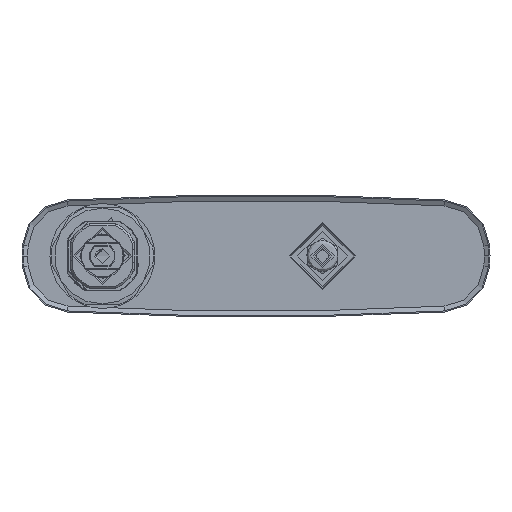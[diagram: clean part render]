
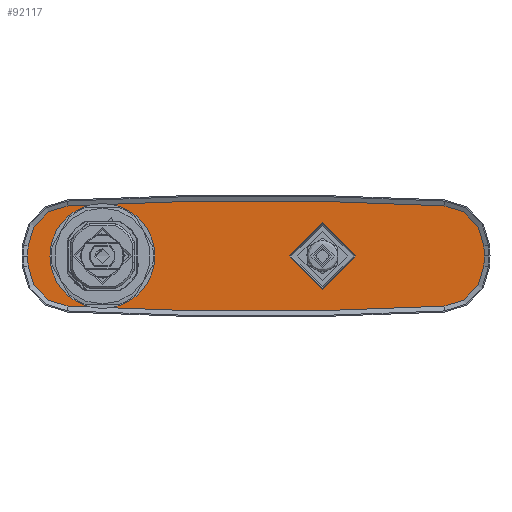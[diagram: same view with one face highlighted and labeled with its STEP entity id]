
A CAD part, front view. The second image highlights one B-rep face of the part: STEP entity #92117.
In plain terms, the highlighted face is planar.
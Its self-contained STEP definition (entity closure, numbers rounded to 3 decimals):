
#766=FACE_BOUND('',#22789,.T.);
#767=FACE_BOUND('',#22790,.T.);
#3013=PLANE('',#99500);
#17014=FACE_OUTER_BOUND('',#22788,.T.);
#22788=EDGE_LOOP('',(#84356,#84357,#84358,#84359,#84360,#84361,#84362,#84363,
#84364,#84365));
#22789=EDGE_LOOP('',(#84366));
#22790=EDGE_LOOP('',(#84367));
#34599=CIRCLE('',#99501,72.596);
#34600=CIRCLE('',#99502,72.596);
#34601=CIRCLE('',#99503,15.368);
#34602=CIRCLE('',#99504,1239.868);
#34603=CIRCLE('',#99505,15.368);
#34604=CIRCLE('',#99506,72.596);
#34605=CIRCLE('',#99507,72.596);
#34606=CIRCLE('',#99508,15.368);
#34607=CIRCLE('',#99509,1239.868);
#34608=CIRCLE('',#99510,15.368);
#34609=CIRCLE('',#99511,12.);
#34610=CIRCLE('',#99512,15.437);
#43032=VERTEX_POINT('',#304157);
#43033=VERTEX_POINT('',#304158);
#43034=VERTEX_POINT('',#304160);
#43035=VERTEX_POINT('',#304162);
#43036=VERTEX_POINT('',#304164);
#43037=VERTEX_POINT('',#304166);
#43038=VERTEX_POINT('',#304168);
#43039=VERTEX_POINT('',#304170);
#43040=VERTEX_POINT('',#304172);
#43041=VERTEX_POINT('',#304174);
#43042=VERTEX_POINT('',#304177);
#43043=VERTEX_POINT('',#304179);
#56854=EDGE_CURVE('',#43032,#43033,#34599,.T.);
#56855=EDGE_CURVE('',#43033,#43034,#34600,.T.);
#56856=EDGE_CURVE('',#43034,#43035,#34601,.T.);
#56857=EDGE_CURVE('',#43036,#43035,#34602,.T.);
#56858=EDGE_CURVE('',#43036,#43037,#34603,.T.);
#56859=EDGE_CURVE('',#43037,#43038,#34604,.T.);
#56860=EDGE_CURVE('',#43038,#43039,#34605,.T.);
#56861=EDGE_CURVE('',#43039,#43040,#34606,.T.);
#56862=EDGE_CURVE('',#43040,#43041,#34607,.T.);
#56863=EDGE_CURVE('',#43041,#43032,#34608,.T.);
#56864=EDGE_CURVE('',#43042,#43042,#34609,.T.);
#56865=EDGE_CURVE('',#43043,#43043,#34610,.T.);
#84356=ORIENTED_EDGE('',*,*,#56854,.T.);
#84357=ORIENTED_EDGE('',*,*,#56855,.T.);
#84358=ORIENTED_EDGE('',*,*,#56856,.T.);
#84359=ORIENTED_EDGE('',*,*,#56857,.F.);
#84360=ORIENTED_EDGE('',*,*,#56858,.T.);
#84361=ORIENTED_EDGE('',*,*,#56859,.T.);
#84362=ORIENTED_EDGE('',*,*,#56860,.T.);
#84363=ORIENTED_EDGE('',*,*,#56861,.T.);
#84364=ORIENTED_EDGE('',*,*,#56862,.T.);
#84365=ORIENTED_EDGE('',*,*,#56863,.T.);
#84366=ORIENTED_EDGE('',*,*,#56864,.T.);
#84367=ORIENTED_EDGE('',*,*,#56865,.T.);
#92117=ADVANCED_FACE('',(#17014,#766,#767),#3013,.F.);
#99500=AXIS2_PLACEMENT_3D('',#304156,#116892,#116893);
#99501=AXIS2_PLACEMENT_3D('',#304159,#116894,#116895);
#99502=AXIS2_PLACEMENT_3D('',#304161,#116896,#116897);
#99503=AXIS2_PLACEMENT_3D('',#304163,#116898,#116899);
#99504=AXIS2_PLACEMENT_3D('',#304165,#116900,#116901);
#99505=AXIS2_PLACEMENT_3D('',#304167,#116902,#116903);
#99506=AXIS2_PLACEMENT_3D('',#304169,#116904,#116905);
#99507=AXIS2_PLACEMENT_3D('',#304171,#116906,#116907);
#99508=AXIS2_PLACEMENT_3D('',#304173,#116908,#116909);
#99509=AXIS2_PLACEMENT_3D('',#304175,#116910,#116911);
#99510=AXIS2_PLACEMENT_3D('',#304176,#116912,#116913);
#99511=AXIS2_PLACEMENT_3D('',#304178,#116914,#116915);
#99512=AXIS2_PLACEMENT_3D('',#304180,#116916,#116917);
#116892=DIRECTION('center_axis',(0.937,0.,
0.35));
#116893=DIRECTION('ref_axis',(0.35,0.,-0.937));
#116894=DIRECTION('center_axis',(-0.937,0.,
-0.35));
#116895=DIRECTION('ref_axis',(0.018,-0.999,-0.049));
#116896=DIRECTION('center_axis',(-0.937,0.,
-0.35));
#116897=DIRECTION('ref_axis',(0.,-1.,
0.));
#116898=DIRECTION('center_axis',(-0.937,0.,
-0.35));
#116899=DIRECTION('ref_axis',(-0.018,-0.999,0.048));
#116900=DIRECTION('center_axis',(0.937,0.,
0.35));
#116901=DIRECTION('ref_axis',(-0.35,0.055,0.935));
#116902=DIRECTION('center_axis',(-0.937,0.,
-0.35));
#116903=DIRECTION('ref_axis',(-0.35,0.055,0.935));
#116904=DIRECTION('center_axis',(-0.937,0.,
-0.35));
#116905=DIRECTION('ref_axis',(-0.018,0.999,0.049));
#116906=DIRECTION('center_axis',(-0.937,0.,
-0.35));
#116907=DIRECTION('ref_axis',(0.,1.,0.));
#116908=DIRECTION('center_axis',(-0.937,0.,
-0.35));
#116909=DIRECTION('ref_axis',(0.018,0.999,-0.048));
#116910=DIRECTION('center_axis',(-0.937,0.,
-0.35));
#116911=DIRECTION('ref_axis',(0.35,0.055,-0.935));
#116912=DIRECTION('center_axis',(-0.937,0.,
-0.35));
#116913=DIRECTION('ref_axis',(0.35,-0.055,-0.935));
#116914=DIRECTION('center_axis',(0.937,0.,
0.35));
#116915=DIRECTION('ref_axis',(0.35,0.,-0.937));
#116916=DIRECTION('center_axis',(0.937,0.,
0.35));
#116917=DIRECTION('ref_axis',(0.,1.,0.));
#304156=CARTESIAN_POINT('Origin',(44.083,-24.414,109.129));
#304157=CARTESIAN_POINT('',(44.88,-68.337,106.992));
#304158=CARTESIAN_POINT('',(43.59,-68.435,110.441));
#304159=CARTESIAN_POINT('Origin',(43.565,4.161,110.519));
#304160=CARTESIAN_POINT('',(42.302,-68.34,113.889));
#304161=CARTESIAN_POINT('Origin',(43.604,4.161,110.415));
#304162=CARTESIAN_POINT('',(37.205,-53.844,127.526));
#304163=CARTESIAN_POINT('Origin',(42.578,-52.992,113.154));
#304164=CARTESIAN_POINT('',(37.194,82.75,127.577));
#304165=CARTESIAN_POINT('Origin',(470.671,14.916,-1032.065));
#304166=CARTESIAN_POINT('',(42.288,97.256,113.95));
#304167=CARTESIAN_POINT('Origin',(42.566,81.909,113.203));
#304168=CARTESIAN_POINT('',(43.577,97.354,110.501));
#304169=CARTESIAN_POINT('Origin',(43.603,24.758,110.423));
#304170=CARTESIAN_POINT('',(44.866,97.259,107.053));
#304171=CARTESIAN_POINT('Origin',(43.564,24.758,110.527));
#304172=CARTESIAN_POINT('',(49.963,82.763,93.416));
#304173=CARTESIAN_POINT('Origin',(44.59,81.911,107.789));
#304174=CARTESIAN_POINT('',(49.974,-53.831,93.365));
#304175=CARTESIAN_POINT('Origin',(-383.503,14.003,1253.007));
#304176=CARTESIAN_POINT('Origin',(44.602,-52.99,107.739));
#304177=CARTESIAN_POINT('',(47.784,38.638,99.24));
#304178=CARTESIAN_POINT('Origin',(43.582,38.633,110.48));
#304179=CARTESIAN_POINT('',(43.59,-56.804,110.445));
#304180=CARTESIAN_POINT('Origin',(43.589,-41.367,110.45));
